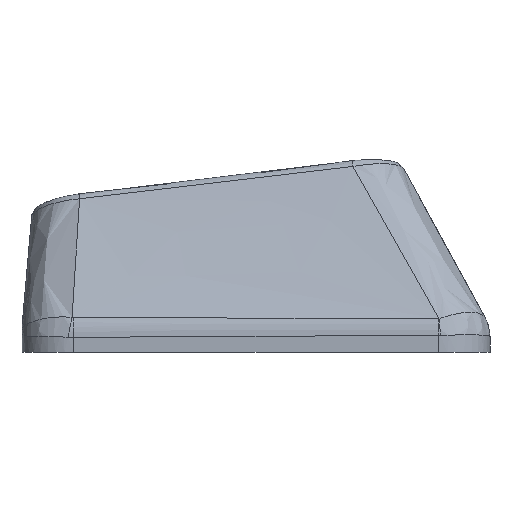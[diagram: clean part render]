
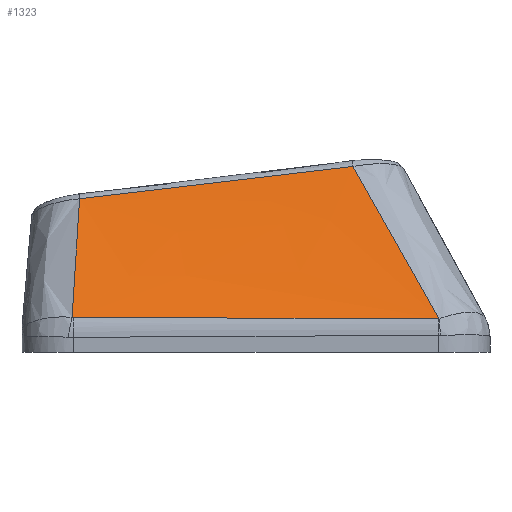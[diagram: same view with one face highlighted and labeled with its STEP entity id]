
A CAD part, left-side view. The second image highlights one B-rep face of the part: STEP entity #1323.
In plain terms, the highlighted free-form (B-spline) face has degree [3, 3] with [4, 4] control points.
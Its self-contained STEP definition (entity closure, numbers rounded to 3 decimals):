
#31=B_SPLINE_SURFACE_WITH_KNOTS('',3,3,((#2939,#2940,#2941,#2942),(#2943,
#2944,#2945,#2946),(#2947,#2948,#2949,#2950),(#2951,#2952,#2953,#2954)),
 .UNSPECIFIED.,.F.,.F.,.F.,(4,4),(4,4),(0.101,0.893),
(0.045,0.954),.UNSPECIFIED.);
#286=FACE_OUTER_BOUND('',#364,.T.);
#364=EDGE_LOOP('',(#1072,#1073,#1074,#1075,#1076,#1077));
#454=B_SPLINE_CURVE_WITH_KNOTS('',3,(#2444,#2445,#2446,#2447),
 .UNSPECIFIED.,.F.,.F.,(4,4),(0.,0.002),.UNSPECIFIED.);
#456=B_SPLINE_CURVE_WITH_KNOTS('',3,(#2471,#2472,#2473,#2474),
 .UNSPECIFIED.,.F.,.F.,(4,4),(0.,1.416),.UNSPECIFIED.);
#458=B_SPLINE_CURVE_WITH_KNOTS('',3,(#2498,#2499,#2500,#2501),
 .UNSPECIFIED.,.F.,.F.,(4,4),(0.,0.005),
 .UNSPECIFIED.);
#480=B_SPLINE_CURVE_WITH_KNOTS('',3,(#2930,#2931,#2932,#2933),
 .UNSPECIFIED.,.F.,.F.,(4,4),(-0.569,-0.031),
 .UNSPECIFIED.);
#482=B_SPLINE_CURVE_WITH_KNOTS('',3,(#2956,#2957,#2958,#2959),
 .UNSPECIFIED.,.F.,.F.,(4,4),(0.036,0.771),
 .UNSPECIFIED.);
#483=B_SPLINE_CURVE_WITH_KNOTS('',3,(#2960,#2961,#2962,#2963),
 .UNSPECIFIED.,.F.,.F.,(4,4),(-1.068,0.),
 .UNSPECIFIED.);
#579=VERTEX_POINT('',#2403);
#583=VERTEX_POINT('',#2437);
#585=VERTEX_POINT('',#2464);
#587=VERTEX_POINT('',#2491);
#620=VERTEX_POINT('',#2929);
#621=VERTEX_POINT('',#2955);
#738=EDGE_CURVE('',#579,#583,#454,.T.);
#741=EDGE_CURVE('',#583,#585,#456,.T.);
#744=EDGE_CURVE('',#585,#587,#458,.T.);
#796=EDGE_CURVE('',#587,#620,#480,.T.);
#798=EDGE_CURVE('',#621,#579,#482,.T.);
#799=EDGE_CURVE('',#620,#621,#483,.T.);
#1072=ORIENTED_EDGE('',*,*,#744,.F.);
#1073=ORIENTED_EDGE('',*,*,#741,.F.);
#1074=ORIENTED_EDGE('',*,*,#738,.F.);
#1075=ORIENTED_EDGE('',*,*,#798,.F.);
#1076=ORIENTED_EDGE('',*,*,#799,.F.);
#1077=ORIENTED_EDGE('',*,*,#796,.F.);
#1323=ADVANCED_FACE('',(#286),#31,.T.);
#2403=CARTESIAN_POINT('',(-8.936,-7.099,0.305));
#2437=CARTESIAN_POINT('',(-8.936,-7.078,0.304));
#2444=CARTESIAN_POINT('Ctrl Pts',(-8.936,-7.099,0.305));
#2445=CARTESIAN_POINT('Ctrl Pts',(-8.936,-7.092,0.305));
#2446=CARTESIAN_POINT('Ctrl Pts',(-8.936,-7.085,0.304));
#2447=CARTESIAN_POINT('Ctrl Pts',(-8.936,-7.078,0.304));
#2464=CARTESIAN_POINT('',(-8.867,7.086,0.356));
#2471=CARTESIAN_POINT('Ctrl Pts',(-8.936,-7.078,0.304));
#2472=CARTESIAN_POINT('Ctrl Pts',(-8.919,-2.357,0.32));
#2473=CARTESIAN_POINT('Ctrl Pts',(-8.897,2.364,0.337));
#2474=CARTESIAN_POINT('Ctrl Pts',(-8.867,7.086,0.356));
#2491=CARTESIAN_POINT('',(-8.864,7.138,0.361));
#2498=CARTESIAN_POINT('Ctrl Pts',(-8.867,7.086,0.356));
#2499=CARTESIAN_POINT('Ctrl Pts',(-8.867,7.103,0.356));
#2500=CARTESIAN_POINT('Ctrl Pts',(-8.866,7.121,0.358));
#2501=CARTESIAN_POINT('Ctrl Pts',(-8.864,7.138,0.361));
#2929=CARTESIAN_POINT('',(-6.125,6.845,4.961));
#2930=CARTESIAN_POINT('Ctrl Pts',(-8.864,7.138,0.361));
#2931=CARTESIAN_POINT('Ctrl Pts',(-7.946,7.034,1.892));
#2932=CARTESIAN_POINT('Ctrl Pts',(-7.032,6.935,3.425));
#2933=CARTESIAN_POINT('Ctrl Pts',(-6.125,6.845,4.961));
#2939=CARTESIAN_POINT('Ctrl Pts',(-6.11,-4.134,6.257));
#2940=CARTESIAN_POINT('Ctrl Pts',(-7.052,-5.122,4.273));
#2941=CARTESIAN_POINT('Ctrl Pts',(-7.994,-6.111,2.289));
#2942=CARTESIAN_POINT('Ctrl Pts',(-8.936,-7.099,0.304));
#2943=CARTESIAN_POINT('Ctrl Pts',(-6.11,-0.376,
5.822));
#2944=CARTESIAN_POINT('Ctrl Pts',(-7.052,-1.035,3.976));
#2945=CARTESIAN_POINT('Ctrl Pts',(-7.994,-1.694,2.13));
#2946=CARTESIAN_POINT('Ctrl Pts',(-8.936,-2.353,0.283));
#2947=CARTESIAN_POINT('Ctrl Pts',(-6.11,3.382,5.387));
#2948=CARTESIAN_POINT('Ctrl Pts',(-7.052,3.052,3.679));
#2949=CARTESIAN_POINT('Ctrl Pts',(-7.994,2.722,1.97));
#2950=CARTESIAN_POINT('Ctrl Pts',(-8.936,2.392,0.262));
#2951=CARTESIAN_POINT('Ctrl Pts',(-6.11,7.14,4.953));
#2952=CARTESIAN_POINT('Ctrl Pts',(-7.052,7.14,3.382));
#2953=CARTESIAN_POINT('Ctrl Pts',(-7.994,7.139,1.811));
#2954=CARTESIAN_POINT('Ctrl Pts',(-8.936,7.138,0.241));
#2955=CARTESIAN_POINT('',(-6.11,-3.758,6.214));
#2956=CARTESIAN_POINT('Ctrl Pts',(-6.11,-3.758,6.214));
#2957=CARTESIAN_POINT('Ctrl Pts',(-7.058,-4.877,4.249));
#2958=CARTESIAN_POINT('Ctrl Pts',(-7.999,-5.99,2.278));
#2959=CARTESIAN_POINT('Ctrl Pts',(-8.936,-7.099,0.305));
#2960=CARTESIAN_POINT('Ctrl Pts',(-6.125,6.845,4.961));
#2961=CARTESIAN_POINT('Ctrl Pts',(-6.12,3.31,5.375));
#2962=CARTESIAN_POINT('Ctrl Pts',(-6.115,-0.224,
5.793));
#2963=CARTESIAN_POINT('Ctrl Pts',(-6.11,-3.758,6.214));
